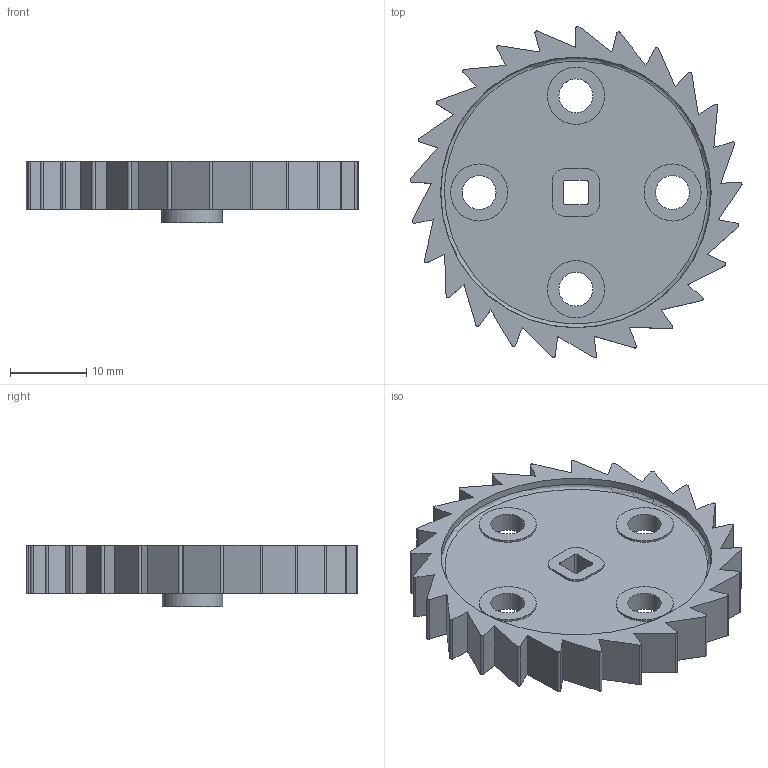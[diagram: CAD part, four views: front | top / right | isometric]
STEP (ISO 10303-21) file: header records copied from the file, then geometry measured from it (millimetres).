
FILE_DESCRIPTION(/* description */ (''),/* implementation_level */ '2;1');
FILE_NAME(/* name */ 'Ratchet Gear.ipt.step',/* time_stamp */ '2020-04-16T22:57:33-04:00',/* author */ ('Jordan'),/* organization */ (''),/* preprocessor_version */ 'ST-DEVELOPER v17',/* originating_system */ 'Autodesk Inventor 2019',/* authorisation */ '');
FILE_SCHEMA (('AUTOMOTIVE_DESIGN { 1 0 10303 214 3 1 1 }'));
Length unit declared in the file: inch
Products named in the file (1): Ratchet Gear
Bounding box: 43.6 x 43.55 x 8.13 mm (x, y, z)
Volume: 4124.7 mm3; surface area: 4653.2 mm2
Topology: 1 solids, 1 shells, 123 faces, 363 edges, 254 vertices
Faces by surface type: plane 72, cylinder 46, torus 3, cone 2
Full cylindrical faces by diameter (mm): 4.445 x4, 7.5 x8, 7.938 x1
Entity records: 5239 total; most frequent: CARTESIAN_POINT 1731, DIRECTION 740, ORIENTED_EDGE 726, EDGE_CURVE 363, AXIS2_PLACEMENT_3D 259, VERTEX_POINT 254, LINE 222, VECTOR 222
